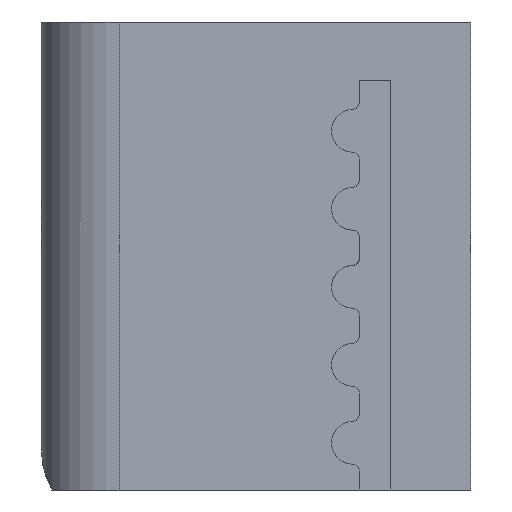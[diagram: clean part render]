
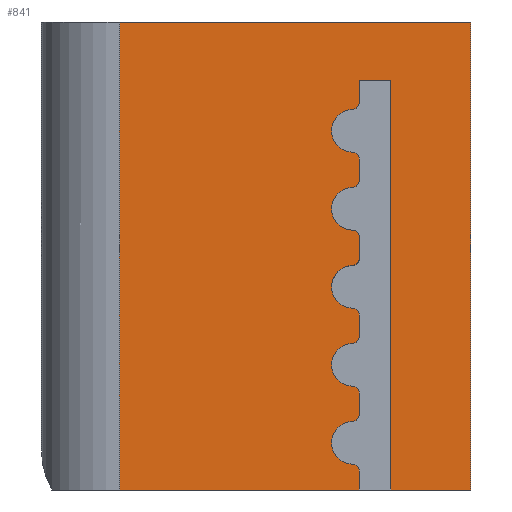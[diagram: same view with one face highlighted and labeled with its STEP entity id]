
A CAD part, front view. The second image highlights one B-rep face of the part: STEP entity #841.
In plain terms, the highlighted planar face has unit normal (0, -1, 0).
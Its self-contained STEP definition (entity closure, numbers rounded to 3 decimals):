
#32=PLANE('',#909);
#55=FACE_OUTER_BOUND('',#101,.T.);
#101=EDGE_LOOP('',(#584,#585,#586,#587,#588,#589,#590,#591,#592,#593,#594,
#595,#596,#597,#598,#599,#600,#601,#602,#603,#604,#605,#606,#607,#608,#609,
#610,#611));
#161=LINE('',#1292,#231);
#165=LINE('',#1300,#235);
#167=LINE('',#1310,#237);
#168=LINE('',#1313,#238);
#169=LINE('',#1321,#239);
#170=LINE('',#1329,#240);
#171=LINE('',#1337,#241);
#172=LINE('',#1345,#242);
#173=LINE('',#1353,#243);
#174=LINE('',#1355,#244);
#175=LINE('',#1356,#245);
#176=LINE('',#1358,#246);
#177=LINE('',#1359,#247);
#231=VECTOR('',#1021,10.);
#235=VECTOR('',#1025,10.);
#237=VECTOR('',#1037,10.);
#238=VECTOR('',#1040,10.);
#239=VECTOR('',#1047,10.);
#240=VECTOR('',#1054,10.);
#241=VECTOR('',#1061,10.);
#242=VECTOR('',#1068,10.);
#243=VECTOR('',#1075,10.);
#244=VECTOR('',#1076,10.);
#245=VECTOR('',#1077,10.);
#246=VECTOR('',#1078,10.);
#247=VECTOR('',#1079,10.);
#297=CIRCLE('',#910,0.175);
#298=CIRCLE('',#911,0.55);
#299=CIRCLE('',#912,0.175);
#300=CIRCLE('',#913,0.175);
#301=CIRCLE('',#914,0.55);
#302=CIRCLE('',#915,0.175);
#303=CIRCLE('',#916,0.175);
#304=CIRCLE('',#917,0.55);
#305=CIRCLE('',#918,0.175);
#306=CIRCLE('',#919,0.175);
#307=CIRCLE('',#920,0.55);
#308=CIRCLE('',#921,0.175);
#309=CIRCLE('',#922,0.175);
#310=CIRCLE('',#923,0.55);
#311=CIRCLE('',#924,0.175);
#350=VERTEX_POINT('',#1289);
#351=VERTEX_POINT('',#1291);
#354=VERTEX_POINT('',#1297);
#355=VERTEX_POINT('',#1299);
#358=VERTEX_POINT('',#1307);
#359=VERTEX_POINT('',#1312);
#360=VERTEX_POINT('',#1314);
#361=VERTEX_POINT('',#1316);
#362=VERTEX_POINT('',#1318);
#363=VERTEX_POINT('',#1320);
#364=VERTEX_POINT('',#1322);
#365=VERTEX_POINT('',#1324);
#366=VERTEX_POINT('',#1326);
#367=VERTEX_POINT('',#1328);
#368=VERTEX_POINT('',#1330);
#369=VERTEX_POINT('',#1332);
#370=VERTEX_POINT('',#1334);
#371=VERTEX_POINT('',#1336);
#372=VERTEX_POINT('',#1338);
#373=VERTEX_POINT('',#1340);
#374=VERTEX_POINT('',#1342);
#375=VERTEX_POINT('',#1344);
#376=VERTEX_POINT('',#1346);
#377=VERTEX_POINT('',#1348);
#378=VERTEX_POINT('',#1350);
#379=VERTEX_POINT('',#1352);
#380=VERTEX_POINT('',#1354);
#381=VERTEX_POINT('',#1357);
#438=EDGE_CURVE('',#350,#351,#161,.T.);
#442=EDGE_CURVE('',#354,#355,#165,.T.);
#448=EDGE_CURVE('',#355,#358,#167,.T.);
#449=EDGE_CURVE('',#354,#359,#168,.T.);
#450=EDGE_CURVE('',#360,#359,#297,.T.);
#451=EDGE_CURVE('',#360,#361,#298,.T.);
#452=EDGE_CURVE('',#362,#361,#299,.T.);
#453=EDGE_CURVE('',#362,#363,#169,.T.);
#454=EDGE_CURVE('',#364,#363,#300,.T.);
#455=EDGE_CURVE('',#364,#365,#301,.T.);
#456=EDGE_CURVE('',#366,#365,#302,.T.);
#457=EDGE_CURVE('',#366,#367,#170,.T.);
#458=EDGE_CURVE('',#368,#367,#303,.T.);
#459=EDGE_CURVE('',#368,#369,#304,.T.);
#460=EDGE_CURVE('',#370,#369,#305,.T.);
#461=EDGE_CURVE('',#370,#371,#171,.T.);
#462=EDGE_CURVE('',#372,#371,#306,.T.);
#463=EDGE_CURVE('',#372,#373,#307,.T.);
#464=EDGE_CURVE('',#374,#373,#308,.T.);
#465=EDGE_CURVE('',#374,#375,#172,.T.);
#466=EDGE_CURVE('',#376,#375,#309,.T.);
#467=EDGE_CURVE('',#376,#377,#310,.T.);
#468=EDGE_CURVE('',#378,#377,#311,.T.);
#469=EDGE_CURVE('',#378,#379,#173,.T.);
#470=EDGE_CURVE('',#379,#380,#174,.T.);
#471=EDGE_CURVE('',#380,#351,#175,.T.);
#472=EDGE_CURVE('',#350,#381,#176,.T.);
#473=EDGE_CURVE('',#358,#381,#177,.T.);
#584=ORIENTED_EDGE('',*,*,#448,.F.);
#585=ORIENTED_EDGE('',*,*,#442,.F.);
#586=ORIENTED_EDGE('',*,*,#449,.T.);
#587=ORIENTED_EDGE('',*,*,#450,.F.);
#588=ORIENTED_EDGE('',*,*,#451,.T.);
#589=ORIENTED_EDGE('',*,*,#452,.F.);
#590=ORIENTED_EDGE('',*,*,#453,.T.);
#591=ORIENTED_EDGE('',*,*,#454,.F.);
#592=ORIENTED_EDGE('',*,*,#455,.T.);
#593=ORIENTED_EDGE('',*,*,#456,.F.);
#594=ORIENTED_EDGE('',*,*,#457,.T.);
#595=ORIENTED_EDGE('',*,*,#458,.F.);
#596=ORIENTED_EDGE('',*,*,#459,.T.);
#597=ORIENTED_EDGE('',*,*,#460,.F.);
#598=ORIENTED_EDGE('',*,*,#461,.T.);
#599=ORIENTED_EDGE('',*,*,#462,.F.);
#600=ORIENTED_EDGE('',*,*,#463,.T.);
#601=ORIENTED_EDGE('',*,*,#464,.F.);
#602=ORIENTED_EDGE('',*,*,#465,.T.);
#603=ORIENTED_EDGE('',*,*,#466,.F.);
#604=ORIENTED_EDGE('',*,*,#467,.T.);
#605=ORIENTED_EDGE('',*,*,#468,.F.);
#606=ORIENTED_EDGE('',*,*,#469,.T.);
#607=ORIENTED_EDGE('',*,*,#470,.T.);
#608=ORIENTED_EDGE('',*,*,#471,.T.);
#609=ORIENTED_EDGE('',*,*,#438,.F.);
#610=ORIENTED_EDGE('',*,*,#472,.T.);
#611=ORIENTED_EDGE('',*,*,#473,.F.);
#841=ADVANCED_FACE('',(#55),#32,.T.);
#909=AXIS2_PLACEMENT_3D('',#1311,#1038,#1039);
#910=AXIS2_PLACEMENT_3D('',#1315,#1041,#1042);
#911=AXIS2_PLACEMENT_3D('',#1317,#1043,#1044);
#912=AXIS2_PLACEMENT_3D('',#1319,#1045,#1046);
#913=AXIS2_PLACEMENT_3D('',#1323,#1048,#1049);
#914=AXIS2_PLACEMENT_3D('',#1325,#1050,#1051);
#915=AXIS2_PLACEMENT_3D('',#1327,#1052,#1053);
#916=AXIS2_PLACEMENT_3D('',#1331,#1055,#1056);
#917=AXIS2_PLACEMENT_3D('',#1333,#1057,#1058);
#918=AXIS2_PLACEMENT_3D('',#1335,#1059,#1060);
#919=AXIS2_PLACEMENT_3D('',#1339,#1062,#1063);
#920=AXIS2_PLACEMENT_3D('',#1341,#1064,#1065);
#921=AXIS2_PLACEMENT_3D('',#1343,#1066,#1067);
#922=AXIS2_PLACEMENT_3D('',#1347,#1069,#1070);
#923=AXIS2_PLACEMENT_3D('',#1349,#1071,#1072);
#924=AXIS2_PLACEMENT_3D('',#1351,#1073,#1074);
#1021=DIRECTION('',(-1.,0.,0.));
#1025=DIRECTION('',(-1.,0.,0.));
#1037=DIRECTION('',(0.,0.,1.));
#1038=DIRECTION('center_axis',(0.,-1.,0.));
#1039=DIRECTION('ref_axis',(1.,0.,0.));
#1040=DIRECTION('',(0.,0.,1.));
#1041=DIRECTION('center_axis',(0.,1.,0.));
#1042=DIRECTION('ref_axis',(-1.,0.,0.));
#1043=DIRECTION('center_axis',(0.,1.,0.));
#1044=DIRECTION('ref_axis',(1.,0.,0.));
#1045=DIRECTION('center_axis',(0.,1.,0.));
#1046=DIRECTION('ref_axis',(-1.,0.,0.));
#1047=DIRECTION('',(0.,0.,1.));
#1048=DIRECTION('center_axis',(0.,1.,0.));
#1049=DIRECTION('ref_axis',(-1.,0.,0.));
#1050=DIRECTION('center_axis',(0.,1.,0.));
#1051=DIRECTION('ref_axis',(1.,0.,0.));
#1052=DIRECTION('center_axis',(0.,1.,0.));
#1053=DIRECTION('ref_axis',(-1.,0.,0.));
#1054=DIRECTION('',(0.,0.,1.));
#1055=DIRECTION('center_axis',(0.,1.,0.));
#1056=DIRECTION('ref_axis',(-1.,0.,0.));
#1057=DIRECTION('center_axis',(0.,1.,0.));
#1058=DIRECTION('ref_axis',(1.,0.,0.));
#1059=DIRECTION('center_axis',(0.,1.,0.));
#1060=DIRECTION('ref_axis',(-1.,0.,0.));
#1061=DIRECTION('',(0.,0.,1.));
#1062=DIRECTION('center_axis',(0.,1.,0.));
#1063=DIRECTION('ref_axis',(-1.,0.,0.));
#1064=DIRECTION('center_axis',(0.,1.,0.));
#1065=DIRECTION('ref_axis',(1.,0.,0.));
#1066=DIRECTION('center_axis',(0.,1.,0.));
#1067=DIRECTION('ref_axis',(-1.,0.,0.));
#1068=DIRECTION('',(0.,0.,1.));
#1069=DIRECTION('center_axis',(0.,1.,0.));
#1070=DIRECTION('ref_axis',(-1.,0.,0.));
#1071=DIRECTION('center_axis',(0.,1.,0.));
#1072=DIRECTION('ref_axis',(1.,0.,0.));
#1073=DIRECTION('center_axis',(0.,1.,0.));
#1074=DIRECTION('ref_axis',(-1.,0.,0.));
#1075=DIRECTION('',(0.,0.,1.));
#1076=DIRECTION('',(1.,0.,0.));
#1077=DIRECTION('',(0.,0.,-1.));
#1078=DIRECTION('',(0.,0.,1.));
#1079=DIRECTION('',(1.,0.,0.));
#1289=CARTESIAN_POINT('',(7.,-4.,0.));
#1291=CARTESIAN_POINT('',(4.95,-4.,0.));
#1292=CARTESIAN_POINT('',(7.,-4.,0.));
#1297=CARTESIAN_POINT('',(4.15,-4.,0.));
#1299=CARTESIAN_POINT('',(-2.,-4.,0.));
#1300=CARTESIAN_POINT('',(7.,-4.,0.));
#1307=CARTESIAN_POINT('',(-2.,-4.,12.));
#1310=CARTESIAN_POINT('',(-2.,-4.,0.));
#1311=CARTESIAN_POINT('Origin',(-4.,-4.,0.));
#1312=CARTESIAN_POINT('',(4.15,-4.,0.485));
#1313=CARTESIAN_POINT('',(4.15,-4.,0.));
#1314=CARTESIAN_POINT('',(3.979,-4.,0.66));
#1315=CARTESIAN_POINT('Origin',(3.975,-4.,0.485));
#1316=CARTESIAN_POINT('',(3.979,-4.,1.76));
#1317=CARTESIAN_POINT('Origin',(3.99,-4.,1.21));
#1318=CARTESIAN_POINT('',(4.15,-4.,1.935));
#1319=CARTESIAN_POINT('Origin',(3.975,-4.,1.935));
#1320=CARTESIAN_POINT('',(4.15,-4.,2.485));
#1321=CARTESIAN_POINT('',(4.15,-4.,0.88));
#1322=CARTESIAN_POINT('',(3.979,-4.,2.66));
#1323=CARTESIAN_POINT('Origin',(3.975,-4.,2.485));
#1324=CARTESIAN_POINT('',(3.979,-4.,3.76));
#1325=CARTESIAN_POINT('Origin',(3.99,-4.,3.21));
#1326=CARTESIAN_POINT('',(4.15,-4.,3.935));
#1327=CARTESIAN_POINT('Origin',(3.975,-4.,3.935));
#1328=CARTESIAN_POINT('',(4.15,-4.,4.485));
#1329=CARTESIAN_POINT('',(4.15,-4.,1.88));
#1330=CARTESIAN_POINT('',(3.979,-4.,4.66));
#1331=CARTESIAN_POINT('Origin',(3.975,-4.,4.485));
#1332=CARTESIAN_POINT('',(3.979,-4.,5.76));
#1333=CARTESIAN_POINT('Origin',(3.99,-4.,5.21));
#1334=CARTESIAN_POINT('',(4.15,-4.,5.935));
#1335=CARTESIAN_POINT('Origin',(3.975,-4.,5.935));
#1336=CARTESIAN_POINT('',(4.15,-4.,6.485));
#1337=CARTESIAN_POINT('',(4.15,-4.,2.88));
#1338=CARTESIAN_POINT('',(3.979,-4.,6.66));
#1339=CARTESIAN_POINT('Origin',(3.975,-4.,6.485));
#1340=CARTESIAN_POINT('',(3.979,-4.,7.76));
#1341=CARTESIAN_POINT('Origin',(3.99,-4.,7.21));
#1342=CARTESIAN_POINT('',(4.15,-4.,7.935));
#1343=CARTESIAN_POINT('Origin',(3.975,-4.,7.935));
#1344=CARTESIAN_POINT('',(4.15,-4.,8.485));
#1345=CARTESIAN_POINT('',(4.15,-4.,3.88));
#1346=CARTESIAN_POINT('',(3.979,-4.,8.66));
#1347=CARTESIAN_POINT('Origin',(3.975,-4.,8.485));
#1348=CARTESIAN_POINT('',(3.979,-4.,9.76));
#1349=CARTESIAN_POINT('Origin',(3.99,-4.,9.21));
#1350=CARTESIAN_POINT('',(4.15,-4.,9.935));
#1351=CARTESIAN_POINT('Origin',(3.975,-4.,9.935));
#1352=CARTESIAN_POINT('',(4.15,-4.,10.5));
#1353=CARTESIAN_POINT('',(4.15,-4.,4.88));
#1354=CARTESIAN_POINT('',(4.95,-4.,10.5));
#1355=CARTESIAN_POINT('',(0.075,-4.,10.5));
#1356=CARTESIAN_POINT('',(4.95,-4.,5.25));
#1357=CARTESIAN_POINT('',(7.,-4.,12.));
#1358=CARTESIAN_POINT('',(7.,-4.,0.));
#1359=CARTESIAN_POINT('',(7.,-4.,12.));
